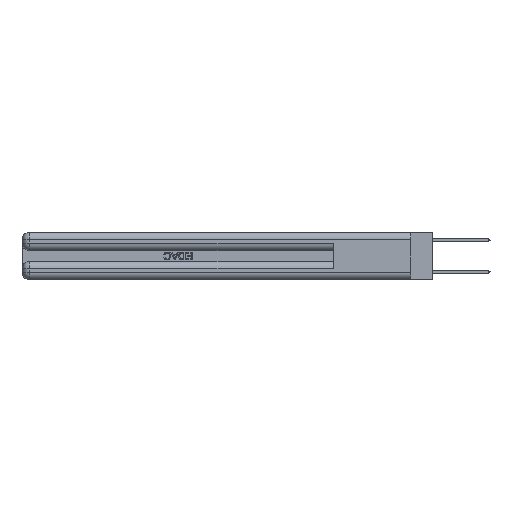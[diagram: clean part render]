
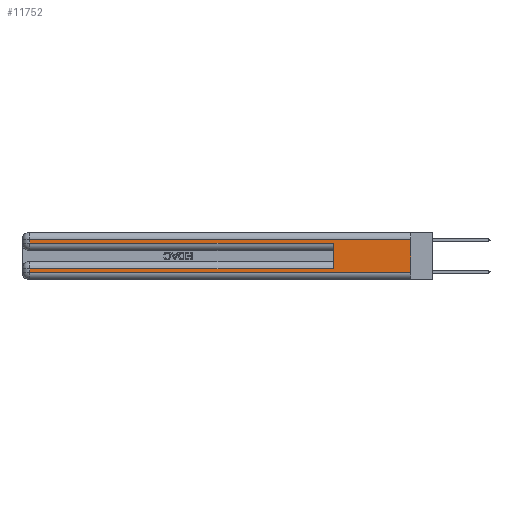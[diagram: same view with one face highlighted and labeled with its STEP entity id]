
A CAD part, left-side view. The second image highlights one B-rep face of the part: STEP entity #11752.
In plain terms, the highlighted planar face has unit normal (-1, 0, 0).
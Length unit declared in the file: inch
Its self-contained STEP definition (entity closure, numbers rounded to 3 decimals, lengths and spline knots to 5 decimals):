
#861 = LINE ( 'NONE', #9359, #9450 ) ;
#1704 = EDGE_LOOP ( 'NONE', ( #8853, #22658, #10142, #25199, #6073, #25841, #13285, #10305 ) ) ;
#2636 = DIRECTION ( 'NONE',  ( 0., 0., -1. ) ) ;
#2894 = DIRECTION ( 'NONE',  ( 0., -1., 0. ) ) ;
#2979 = CARTESIAN_POINT ( 'NONE',  ( 0., 0., 0.31 ) ) ;
#3067 = LINE ( 'NONE', #8452, #27393 ) ;
#3904 = EDGE_CURVE ( 'NONE', #16441, #18458, #34191, .T. ) ;
#4298 = CARTESIAN_POINT ( 'NONE',  ( 0., 2.94, 0.085 ) ) ;
#5724 = CARTESIAN_POINT ( 'NONE',  ( 0., 0., 0.37 ) ) ;
#5927 = VERTEX_POINT ( 'NONE', #2979 ) ;
#6073 = ORIENTED_EDGE ( 'NONE', *, *, #27333, .F. ) ;
#6309 = VERTEX_POINT ( 'NONE', #4298 ) ;
#7094 = VECTOR ( 'NONE', #31262, 39.37008 ) ;
#7921 = VERTEX_POINT ( 'NONE', #13665 ) ;
#8217 = DIRECTION ( 'NONE',  ( 1., 0., 0. ) ) ;
#8452 = CARTESIAN_POINT ( 'NONE',  ( 0., 2.94, 0.37 ) ) ;
#8566 = VECTOR ( 'NONE', #2894, 39.37008 ) ;
#8845 = DIRECTION ( 'NONE',  ( 0., 1., 0. ) ) ;
#8853 = ORIENTED_EDGE ( 'NONE', *, *, #24070, .F. ) ;
#8952 = EDGE_CURVE ( 'NONE', #31562, #14028, #12830, .T. ) ;
#9359 = CARTESIAN_POINT ( 'NONE',  ( 0., 0., 0.31 ) ) ;
#9450 = VECTOR ( 'NONE', #8845, 39.37008 ) ;
#10142 = ORIENTED_EDGE ( 'NONE', *, *, #3904, .T. ) ;
#10240 = DIRECTION ( 'NONE',  ( 0., -1., 0. ) ) ;
#10305 = ORIENTED_EDGE ( 'NONE', *, *, #8952, .T. ) ;
#10822 = FACE_OUTER_BOUND ( 'NONE', #1704, .T. ) ;
#10975 = CARTESIAN_POINT ( 'NONE',  ( 0., 2.94, 0.37 ) ) ;
#11752 = ADVANCED_FACE ( 'NONE', ( #10822 ), #13429, .F. ) ;
#11796 = CARTESIAN_POINT ( 'NONE',  ( 0., 2.94, 0.31 ) ) ;
#12806 = LINE ( 'NONE', #25792, #24115 ) ;
#12830 = LINE ( 'NONE', #33962, #32460 ) ;
#13285 = ORIENTED_EDGE ( 'NONE', *, *, #21132, .T. ) ;
#13429 = PLANE ( 'NONE',  #27600 ) ;
#13665 = CARTESIAN_POINT ( 'NONE',  ( 0., 0.6, 0.085 ) ) ;
#13747 = EDGE_CURVE ( 'NONE', #5927, #16441, #861, .T. ) ;
#14028 = VERTEX_POINT ( 'NONE', #18531 ) ;
#15210 = VECTOR ( 'NONE', #19077, 39.37008 ) ;
#16441 = VERTEX_POINT ( 'NONE', #11796 ) ;
#17946 = LINE ( 'NONE', #21228, #7094 ) ;
#18458 = VERTEX_POINT ( 'NONE', #31278 ) ;
#18531 = CARTESIAN_POINT ( 'NONE',  ( 0., 0., 0.06 ) ) ;
#19077 = DIRECTION ( 'NONE',  ( 0., 0., -1. ) ) ;
#20832 = CARTESIAN_POINT ( 'NONE',  ( 0., 0.6, 0.285 ) ) ;
#21073 = EDGE_CURVE ( 'NONE', #18458, #31350, #26811, .T. ) ;
#21105 = CARTESIAN_POINT ( 'NONE',  ( 0., 0., 0.285 ) ) ;
#21132 = EDGE_CURVE ( 'NONE', #6309, #31562, #3067, .T. ) ;
#21228 = CARTESIAN_POINT ( 'NONE',  ( 0., 0., 0.085 ) ) ;
#22658 = ORIENTED_EDGE ( 'NONE', *, *, #13747, .T. ) ;
#23194 = DIRECTION ( 'NONE',  ( 0., 0., 1. ) ) ;
#24070 = EDGE_CURVE ( 'NONE', #5927, #14028, #29460, .T. ) ;
#24115 = VECTOR ( 'NONE', #23194, 39.37008 ) ;
#25199 = ORIENTED_EDGE ( 'NONE', *, *, #21073, .T. ) ;
#25792 = CARTESIAN_POINT ( 'NONE',  ( 0., 0.6, 0.145 ) ) ;
#25841 = ORIENTED_EDGE ( 'NONE', *, *, #30875, .T. ) ;
#26811 = LINE ( 'NONE', #21105, #8566 ) ;
#27103 = CARTESIAN_POINT ( 'NONE',  ( 0., 0., 0.37 ) ) ;
#27333 = EDGE_CURVE ( 'NONE', #7921, #31350, #12806, .T. ) ;
#27393 = VECTOR ( 'NONE', #28724, 39.37008 ) ;
#27600 = AXIS2_PLACEMENT_3D ( 'NONE', #27103, #8217, #32122 ) ;
#27689 = VECTOR ( 'NONE', #2636, 39.37008 ) ;
#28724 = DIRECTION ( 'NONE',  ( 0., 0., -1. ) ) ;
#29316 = CARTESIAN_POINT ( 'NONE',  ( 0., 2.94, 0.06 ) ) ;
#29460 = LINE ( 'NONE', #5724, #15210 ) ;
#30875 = EDGE_CURVE ( 'NONE', #7921, #6309, #17946, .T. ) ;
#31262 = DIRECTION ( 'NONE',  ( 0., 1., 0. ) ) ;
#31278 = CARTESIAN_POINT ( 'NONE',  ( 0., 2.94, 0.285 ) ) ;
#31350 = VERTEX_POINT ( 'NONE', #20832 ) ;
#31562 = VERTEX_POINT ( 'NONE', #29316 ) ;
#32122 = DIRECTION ( 'NONE',  ( 0., 0., -1. ) ) ;
#32460 = VECTOR ( 'NONE', #10240, 39.37008 ) ;
#33962 = CARTESIAN_POINT ( 'NONE',  ( 0., 0., 0.06 ) ) ;
#34191 = LINE ( 'NONE', #10975, #27689 ) ;
